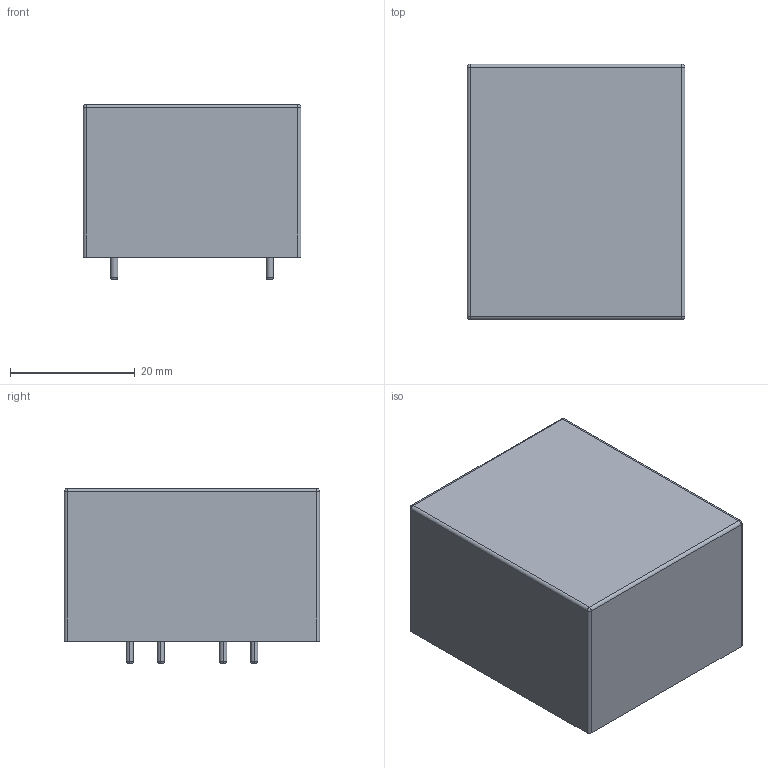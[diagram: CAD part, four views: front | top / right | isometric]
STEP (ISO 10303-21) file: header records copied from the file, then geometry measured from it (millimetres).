
FILE_DESCRIPTION (( 'STEP AP214' ), '1' );
FILE_NAME ('Transformer_CHK_EI38-3VA_1xSec.STEP', '2023-09-13T08:29:15', ( '' ), ( '' ), 'SwSTEP 2.0', 'SolidWorks 2021', '' );
FILE_SCHEMA (( 'AUTOMOTIVE_DESIGN' ));
Length unit declared in the file: millimetre
Products named in the file (4): Part4^Transformer_CHK_EI38-3VA_1xSec; Transformer_CHK_EI38-3VA_1xSec.step; Transformer_CHK_EI38-3VA_1xSec; Transformer_CHK_EI38_3VA_1xSec001.step
Assembly tree (3 placements, depth 3):
  Transformer_CHK_EI38-3VA_1xSec
    Transformer_CHK_EI38-3VA_1xSec.step
      Transformer_CHK_EI38_3VA_1xSec001.step
    Part4^Transformer_CHK_EI38-3VA_1xSec
Bounding box: 35 x 41 x 28.1 mm (x, y, z)
Volume: 35163.2 mm3; surface area: 6613 mm2
Topology: 5 solids, 5 shells, 42 faces, 80 edges, 44 vertices
Faces by surface type: cylinder 16, plane 14, bspline 8, sphere 4
Entity records: 1399 total; most frequent: CARTESIAN_POINT 433, DIRECTION 190, ORIENTED_EDGE 152, AXIS2_PLACEMENT_3D 81, EDGE_CURVE 76, VERTEX_POINT 44, FACE_OUTER_BOUND 42, EDGE_LOOP 42
